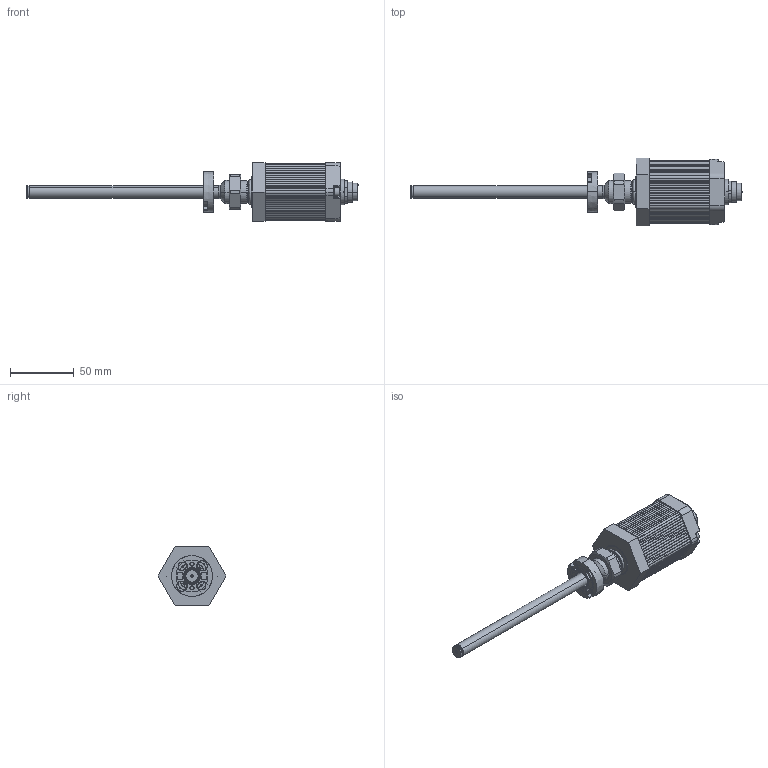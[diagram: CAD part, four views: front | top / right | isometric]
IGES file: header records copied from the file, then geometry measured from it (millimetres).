
Start section: SolidWorks IGES file using analytic representation for surfaces
Global section: file name: TMI_0100_002_xxx_102.IGS; native system: SolidWorks 2005 by SolidWorks Corporation; preprocessor: SolidWorks 2005 by SolidWorks Corporation; author: Albrecht; date: 060404.095335; units: millimetre
Bounding box: 259.7 x 53.12 x 46 mm (x, y, z)
Surface area: 51519.1 mm2 (no closed solid volume)
Topology: 0 solids, 0 shells, 1627 faces, 16725 edges, 16695 vertices
Faces by surface type: bspline 951, revolution 676
